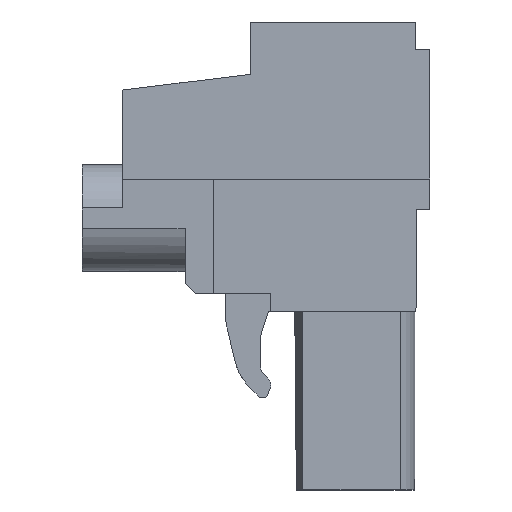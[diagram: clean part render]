
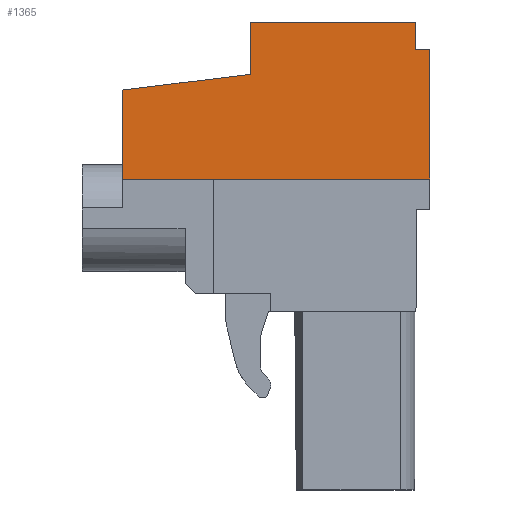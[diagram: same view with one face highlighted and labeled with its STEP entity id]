
A CAD part, left-side view. The second image highlights one B-rep face of the part: STEP entity #1365.
In plain terms, the highlighted planar face has unit normal (-1, 0, 0).
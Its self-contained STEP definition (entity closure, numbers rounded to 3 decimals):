
#1313=AXIS2_PLACEMENT_3D('Plane Axis2P3D',#1310,#1311,#1312) ;
#188=CARTESIAN_POINT('Vertex',(0.,0.,21.9)) ;
#191=CARTESIAN_POINT('Line Origine',(0.,0.,18.675)) ;
#195=CARTESIAN_POINT('Vertex',(0.,0.,15.45)) ;
#1294=CARTESIAN_POINT('Vertex',(0.,0.7,21.9)) ;
#1297=CARTESIAN_POINT('Line Origine',(0.,0.35,21.9)) ;
#1310=CARTESIAN_POINT('Axis2P3D Location',(0.,0.,0.)) ;
#1315=CARTESIAN_POINT('Line Origine',(0.,0.7,22.575)) ;
#1319=CARTESIAN_POINT('Vertex',(0.,0.7,23.25)) ;
#1322=CARTESIAN_POINT('Line Origine',(0.,4.8,23.25)) ;
#1326=CARTESIAN_POINT('Vertex',(0.,8.9,23.25)) ;
#1329=CARTESIAN_POINT('Line Origine',(0.,8.9,21.95)) ;
#1333=CARTESIAN_POINT('Vertex',(0.,8.9,20.65)) ;
#1336=CARTESIAN_POINT('Line Origine',(0.,12.075,20.26)) ;
#1340=CARTESIAN_POINT('Vertex',(0.,15.25,19.87)) ;
#1343=CARTESIAN_POINT('Line Origine',(0.,15.25,17.66)) ;
#1347=CARTESIAN_POINT('Vertex',(0.,15.25,15.45)) ;
#1350=CARTESIAN_POINT('Line Origine',(0.,7.625,15.45)) ;
#192=DIRECTION('Vector Direction',(0.,0.,-1.)) ;
#1298=DIRECTION('Vector Direction',(0.,-1.,0.)) ;
#1311=DIRECTION('Axis2P3D Direction',(-1.,0.,0.)) ;
#1312=DIRECTION('Axis2P3D XDirection',(0.,0.,1.)) ;
#1316=DIRECTION('Vector Direction',(0.,0.,-1.)) ;
#1323=DIRECTION('Vector Direction',(0.,-1.,0.)) ;
#1330=DIRECTION('Vector Direction',(0.,0.,1.)) ;
#1337=DIRECTION('Vector Direction',(0.,-0.993,0.122)) ;
#1344=DIRECTION('Vector Direction',(0.,0.,-1.)) ;
#1351=DIRECTION('Vector Direction',(0.,-1.,0.)) ;
#193=VECTOR('Line Direction',#192,1.) ;
#1299=VECTOR('Line Direction',#1298,1.) ;
#1317=VECTOR('Line Direction',#1316,1.) ;
#1324=VECTOR('Line Direction',#1323,1.) ;
#1331=VECTOR('Line Direction',#1330,1.) ;
#1338=VECTOR('Line Direction',#1337,1.) ;
#1345=VECTOR('Line Direction',#1344,1.) ;
#1352=VECTOR('Line Direction',#1351,1.) ;
#1356=ORIENTED_EDGE('',*,*,#197,.T.) ;
#1357=ORIENTED_EDGE('',*,*,#1301,.T.) ;
#1358=ORIENTED_EDGE('',*,*,#1321,.T.) ;
#1359=ORIENTED_EDGE('',*,*,#1328,.T.) ;
#1360=ORIENTED_EDGE('',*,*,#1335,.T.) ;
#1361=ORIENTED_EDGE('',*,*,#1342,.T.) ;
#1362=ORIENTED_EDGE('',*,*,#1349,.T.) ;
#1363=ORIENTED_EDGE('',*,*,#1354,.F.) ;
#1365=ADVANCED_FACE('HOUSING',(#1364),#1314,.T.) ;
#197=EDGE_CURVE('',#196,#189,#194,.F.) ;
#1301=EDGE_CURVE('',#189,#1295,#1300,.F.) ;
#1321=EDGE_CURVE('',#1295,#1320,#1318,.F.) ;
#1328=EDGE_CURVE('',#1320,#1327,#1325,.F.) ;
#1335=EDGE_CURVE('',#1327,#1334,#1332,.F.) ;
#1342=EDGE_CURVE('',#1334,#1341,#1339,.F.) ;
#1349=EDGE_CURVE('',#1341,#1348,#1346,.T.) ;
#1354=EDGE_CURVE('',#196,#1348,#1353,.F.) ;
#1355=EDGE_LOOP('',(#1356,#1357,#1358,#1359,#1360,#1361,#1362,#1363)) ;
#1364=FACE_OUTER_BOUND('',#1355,.T.) ;
#194=LINE('Line',#191,#193) ;
#1300=LINE('Line',#1297,#1299) ;
#1318=LINE('Line',#1315,#1317) ;
#1325=LINE('Line',#1322,#1324) ;
#1332=LINE('Line',#1329,#1331) ;
#1339=LINE('Line',#1336,#1338) ;
#1346=LINE('Line',#1343,#1345) ;
#1353=LINE('Line',#1350,#1352) ;
#1314=PLANE('',#1313) ;
#189=VERTEX_POINT('',#188) ;
#196=VERTEX_POINT('',#195) ;
#1295=VERTEX_POINT('',#1294) ;
#1320=VERTEX_POINT('',#1319) ;
#1327=VERTEX_POINT('',#1326) ;
#1334=VERTEX_POINT('',#1333) ;
#1341=VERTEX_POINT('',#1340) ;
#1348=VERTEX_POINT('',#1347) ;
